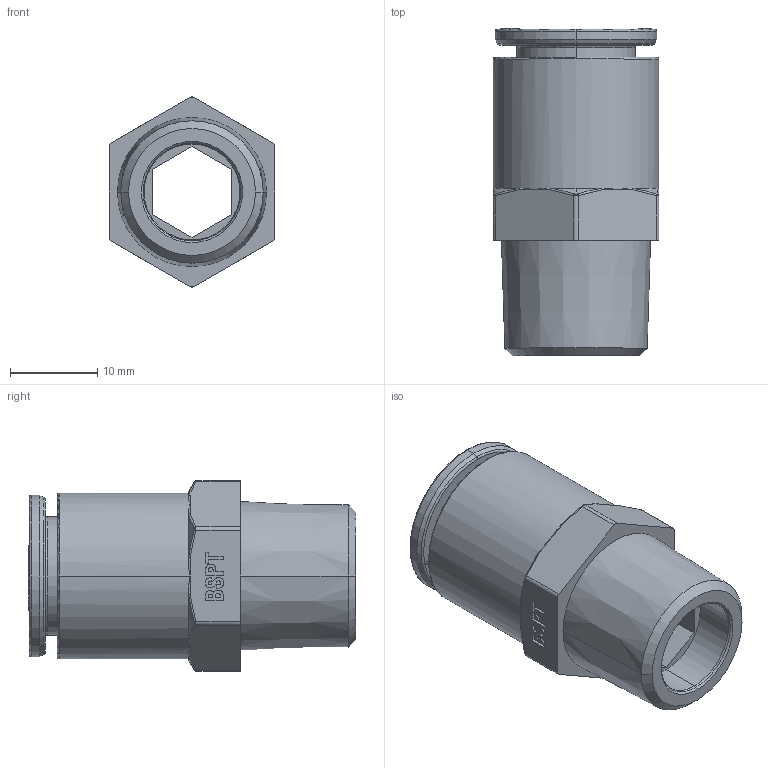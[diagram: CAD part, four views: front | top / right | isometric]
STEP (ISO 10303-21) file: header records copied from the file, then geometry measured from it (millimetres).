
FILE_DESCRIPTION(('STEP AP214'),'1');
FILE_NAME('6875_12_17.stp','2016-07-07T14:47:08',('TraceParts'),('TraceParts S.A.'),'Spatial InterOp 3D',' ',' ');
FILE_SCHEMA(('automotive_design'));
Length unit declared in the file: millimetre
Products named in the file (6): 6875 12 17|44112-19_ASM_1858#44112-19_ASM|44112-21_ASM_1856#44112-21_ASM|44112-32_1853#44112-32;Solide1; 6875 12 17|44112-19_ASM_1858#44112-19_ASM|44112-21_ASM_1856#44112-21_ASM|44112-30_1854#44112-30;Solide1; 6875 12 17|44112-19_ASM_1858#44112-19_ASM|44112-21_ASM_1856#44112-21_ASM|44112_1855#44112;Solide1; 6875 12 17|44112-19_ASM_1858#44112-19_ASM|44112-40_1857#44112-40;Solide1; 6875 12 17|44522-19_1851#44522-19;Solide1; 6875 12 17|44112-11-10-ASM_1852#44112-11-10-ASM;Solide1
Bounding box: 19 x 37.55 x 21.78 mm (x, y, z)
Volume: 5455.7 mm3; surface area: 7188.4 mm2
Topology: 6 solids, 6 shells, 789 faces, 2002 edges, 1254 vertices
Faces by surface type: plane 298, bspline 158, cylinder 122, cone 100, torus 97, sphere 14
Entity records: 36937 total; most frequent: CARTESIAN_POINT 11813, ORIENTED_EDGE 4000, DIRECTION 3776, EDGE_CURVE 2000, AXIS2_PLACEMENT_3D 1353, VERTEX_POINT 1254, LINE 1070, VECTOR 1070
